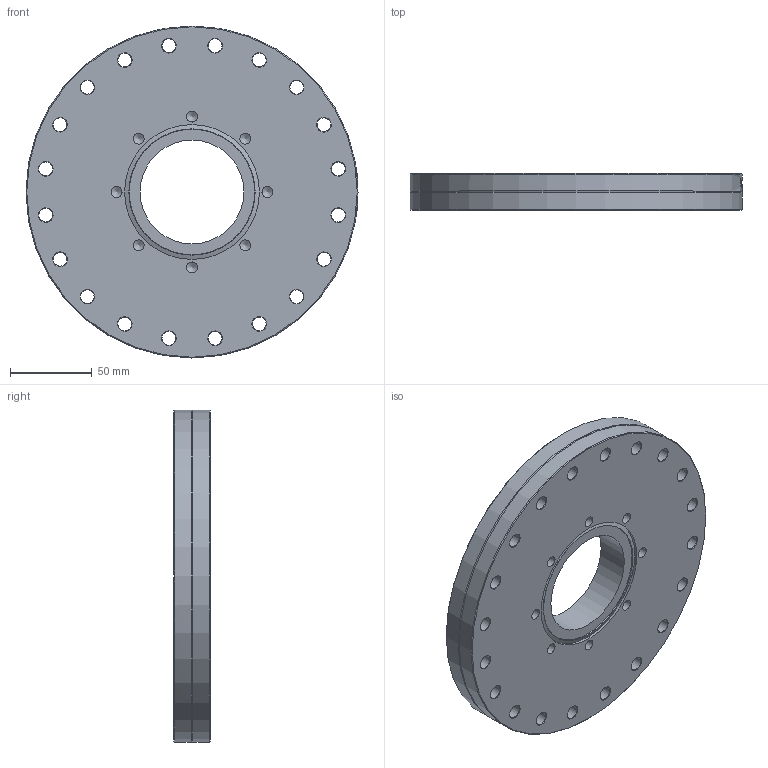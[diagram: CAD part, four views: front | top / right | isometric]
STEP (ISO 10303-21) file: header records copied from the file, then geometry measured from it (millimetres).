
FILE_DESCRIPTION(/* description */ (''),/* implementation_level */ '2;1');
FILE_NAME(/* name */ 'FL-Z160-63.stp',/* time_stamp */ '2018-10-09T14:24:55+01:00',/* author */ ('paul'),/* organization */ (''),/* preprocessor_version */ 'ST-DEVELOPER v17.2',/* originating_system */ 'Autodesk Inventor 2019',/* authorisation */ '');
FILE_SCHEMA (('AUTOMOTIVE_DESIGN { 1 0 10303 214 3 1 1 }'));
Length unit declared in the file: millimetre
Products named in the file (1): FL-Z160-63
Bounding box: 203 x 22.4 x 203 mm (x, y, z)
Volume: 598778.4 mm3; surface area: 90158.9 mm2
Topology: 1 solids, 1 shells, 187 faces, 526 edges, 349 vertices
Faces by surface type: cone 55, bspline 53, cylinder 43, plane 35, torus 1
Full cylindrical faces by diameter (mm): 6.647 x8, 8.4 x20, 63.5 x1, 82.5 x1, 171.4 x1, 203 x2
Entity records: 18784 total; most frequent: CARTESIAN_POINT 14117, ORIENTED_EDGE 1036, DIRECTION 829, EDGE_CURVE 518, VERTEX_POINT 349, AXIS2_PLACEMENT_3D 321, EDGE_LOOP 245, FACE_OUTER_BOUND 187
